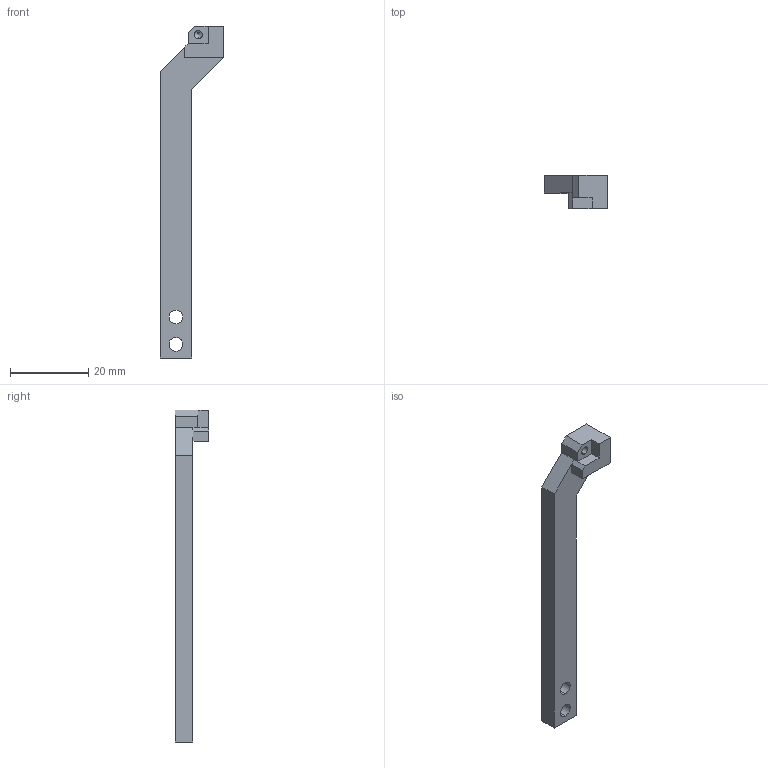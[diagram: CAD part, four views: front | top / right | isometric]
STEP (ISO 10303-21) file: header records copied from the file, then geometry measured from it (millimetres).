
FILE_DESCRIPTION (( 'STEP AP203' ), '1' );
FILE_NAME ('MINI2Pholder_assembly.STEP', '2021-10-14T11:42:21', ( '' ), ( '' ), 'SwSTEP 2.0', 'SolidWorks 2020', '' );
FILE_SCHEMA (( 'CONFIG_CONTROL_DESIGN' ));
Length unit declared in the file: millimetre
Products named in the file (1): MINI2Pholder_assembly
Bounding box: 16.25 x 8.5 x 85.08 mm (x, y, z)
Volume: 3383.2 mm3; surface area: 2533.9 mm2
Topology: 1 solids, 1 shells, 28 faces, 71 edges, 44 vertices
Faces by surface type: plane 20, cylinder 6, cone 2
Entity records: 902 total; most frequent: CARTESIAN_POINT 142, DIRECTION 139, ORIENTED_EDGE 138, EDGE_CURVE 69, VECTOR 57, LINE 57, VERTEX_POINT 44, AXIS2_PLACEMENT_3D 41
